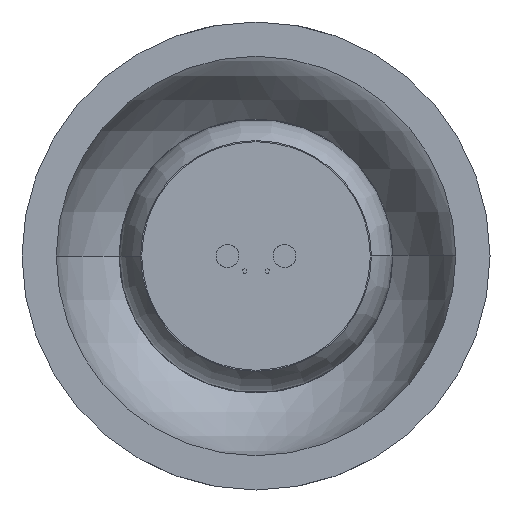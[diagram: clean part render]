
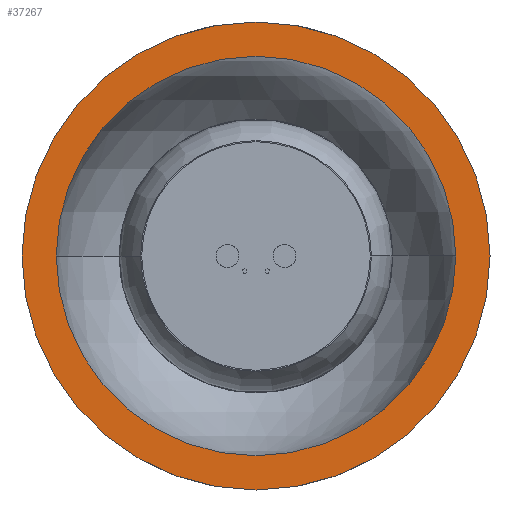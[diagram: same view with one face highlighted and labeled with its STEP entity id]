
A CAD part, front view. The second image highlights one B-rep face of the part: STEP entity #37267.
In plain terms, the highlighted planar face has unit normal (0, -1, 0).
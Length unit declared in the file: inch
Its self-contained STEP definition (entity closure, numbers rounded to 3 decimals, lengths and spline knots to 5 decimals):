
#282 = EDGE_CURVE ( 'NONE', #33658, #13176, #6226, .T. ) ;
#699 = CIRCLE ( 'NONE', #35765, 0.0875 ) ;
#1371 = CARTESIAN_POINT ( 'NONE',  ( 0., -0.07113, 0. ) ) ;
#1632 = CIRCLE ( 'NONE', #34296, 0.1025 ) ;
#3817 = CARTESIAN_POINT ( 'NONE',  ( -0.0875, -0.07113, 0. ) ) ;
#4628 = DIRECTION ( 'NONE',  ( -1., 0., 0. ) ) ;
#5167 = FACE_OUTER_BOUND ( 'NONE', #23484, .T. ) ;
#6040 = DIRECTION ( 'NONE',  ( -1., 0., 0. ) ) ;
#6226 = CIRCLE ( 'NONE', #11144, 0.1025 ) ;
#6734 = CARTESIAN_POINT ( 'NONE',  ( -0.1025, -0.07113, 0. ) ) ;
#6744 = ORIENTED_EDGE ( 'NONE', *, *, #35065, .F. ) ;
#7012 = DIRECTION ( 'NONE',  ( 0., -1., 0. ) ) ;
#7671 = CARTESIAN_POINT ( 'NONE',  ( 0., -0.07113, 0. ) ) ;
#9288 = CARTESIAN_POINT ( 'NONE',  ( 0., -0.07113, 0. ) ) ;
#9536 = ORIENTED_EDGE ( 'NONE', *, *, #13290, .T. ) ;
#10017 = EDGE_LOOP ( 'NONE', ( #9536, #33012 ) ) ;
#10556 = DIRECTION ( 'NONE',  ( 0., 1., 0. ) ) ;
#10918 = DIRECTION ( 'NONE',  ( -1., 0., 0. ) ) ;
#11144 = AXIS2_PLACEMENT_3D ( 'NONE', #9288, #28717, #6040 ) ;
#11323 = CARTESIAN_POINT ( 'NONE',  ( -0.1025, -0.07113, 0. ) ) ;
#13176 = VERTEX_POINT ( 'NONE', #23543 ) ;
#13290 = EDGE_CURVE ( 'NONE', #32478, #27286, #699, .T. ) ;
#13736 = FACE_BOUND ( 'NONE', #10017, .T. ) ;
#17449 = AXIS2_PLACEMENT_3D ( 'NONE', #6734, #7012, #29684 ) ;
#20308 = ORIENTED_EDGE ( 'NONE', *, *, #282, .F. ) ;
#21088 = CARTESIAN_POINT ( 'NONE',  ( 0.0875, -0.07113, 0. ) ) ;
#23484 = EDGE_LOOP ( 'NONE', ( #20308, #6744 ) ) ;
#23543 = CARTESIAN_POINT ( 'NONE',  ( 0.1025, -0.07113, 0. ) ) ;
#24049 = DIRECTION ( 'NONE',  ( 0., 1., 0. ) ) ;
#25794 = EDGE_CURVE ( 'NONE', #27286, #32478, #33421, .T. ) ;
#27286 = VERTEX_POINT ( 'NONE', #21088 ) ;
#28717 = DIRECTION ( 'NONE',  ( 0., 1., 0. ) ) ;
#29684 = DIRECTION ( 'NONE',  ( 1., 0., 0. ) ) ;
#29977 = CARTESIAN_POINT ( 'NONE',  ( 0., -0.07113, 0. ) ) ;
#30337 = DIRECTION ( 'NONE',  ( 0., 1., 0. ) ) ;
#32478 = VERTEX_POINT ( 'NONE', #3817 ) ;
#33012 = ORIENTED_EDGE ( 'NONE', *, *, #25794, .T. ) ;
#33243 = DIRECTION ( 'NONE',  ( -1., 0., 0. ) ) ;
#33421 = CIRCLE ( 'NONE', #34017, 0.0875 ) ;
#33658 = VERTEX_POINT ( 'NONE', #11323 ) ;
#34017 = AXIS2_PLACEMENT_3D ( 'NONE', #1371, #24049, #4628 ) ;
#34296 = AXIS2_PLACEMENT_3D ( 'NONE', #29977, #10556, #33243 ) ;
#35065 = EDGE_CURVE ( 'NONE', #13176, #33658, #1632, .T. ) ;
#35765 = AXIS2_PLACEMENT_3D ( 'NONE', #7671, #30337, #10918 ) ;
#36068 = PLANE ( 'NONE',  #17449 ) ;
#37267 = ADVANCED_FACE ( 'NONE', ( #13736, #5167 ), #36068, .T. ) ;
